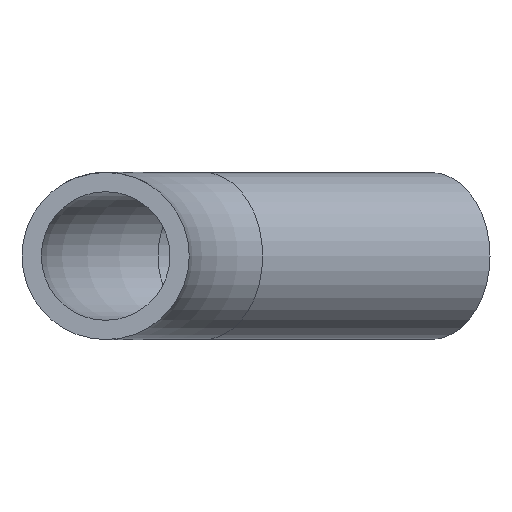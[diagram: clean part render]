
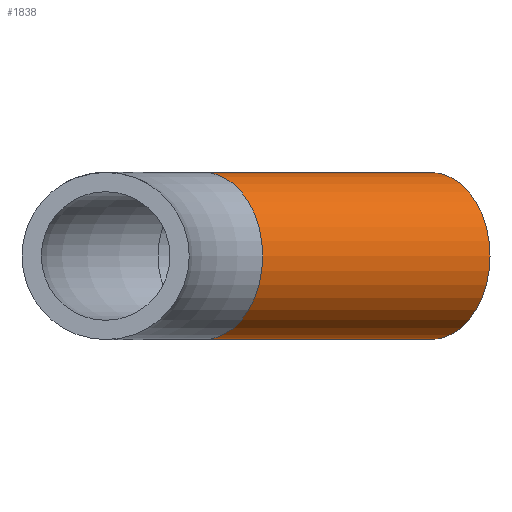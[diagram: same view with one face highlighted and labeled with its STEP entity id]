
A CAD part, front view. The second image highlights one B-rep face of the part: STEP entity #1838.
In plain terms, the highlighted cylindrical face has radius 6.5 mm (diameter 13 mm), a full revolution.
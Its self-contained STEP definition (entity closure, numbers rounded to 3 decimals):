
#9 = CARTESIAN_POINT ( 'NONE',  ( -0.707, 61.062, 6.5 ) ) ;
#28 = EDGE_LOOP ( 'NONE', ( #1459 ) ) ;
#127 = DIRECTION ( 'NONE',  ( 0., 0., 1. ) ) ;
#133 = DIRECTION ( 'NONE',  ( 0., 0., 1. ) ) ;
#231 = CYLINDRICAL_SURFACE ( 'NONE', #862, 6.5 ) ;
#255 = DIRECTION ( 'NONE',  ( -0.707, 0.707, 0. ) ) ;
#323 = CARTESIAN_POINT ( 'NONE',  ( -18.385, 43.385, 0. ) ) ;
#383 = CARTESIAN_POINT ( 'NONE',  ( -18.385, 43.385, 6.5 ) ) ;
#425 = FACE_OUTER_BOUND ( 'NONE', #28, .T. ) ;
#545 = VERTEX_POINT ( 'NONE', #383 ) ;
#581 = FACE_OUTER_BOUND ( 'NONE', #968, .T. ) ;
#662 = CARTESIAN_POINT ( 'NONE',  ( -0.707, 61.062, 0. ) ) ;
#862 = AXIS2_PLACEMENT_3D ( 'NONE', #1330, #2175, #255 ) ;
#885 = ORIENTED_EDGE ( 'NONE', *, *, #2181, .T. ) ;
#968 = EDGE_LOOP ( 'NONE', ( #885 ) ) ;
#1330 = CARTESIAN_POINT ( 'NONE',  ( -18.385, 43.385, 0. ) ) ;
#1459 = ORIENTED_EDGE ( 'NONE', *, *, #2084, .F. ) ;
#1567 = CIRCLE ( 'NONE', #2151, 6.5 ) ;
#1639 = AXIS2_PLACEMENT_3D ( 'NONE', #662, #1904, #133 ) ;
#1665 = VERTEX_POINT ( 'NONE', #9 ) ;
#1838 = ADVANCED_FACE ( 'NONE', ( #425, #581 ), #231, .T. ) ;
#1904 = DIRECTION ( 'NONE',  ( 0.707, 0.707, 0. ) ) ;
#1912 = CIRCLE ( 'NONE', #1639, 6.5 ) ;
#2084 = EDGE_CURVE ( 'NONE', #1665, #1665, #1912, .T. ) ;
#2116 = DIRECTION ( 'NONE',  ( 0.707, 0.707, 0. ) ) ;
#2151 = AXIS2_PLACEMENT_3D ( 'NONE', #323, #2116, #127 ) ;
#2175 = DIRECTION ( 'NONE',  ( 0.707, 0.707, 0. ) ) ;
#2181 = EDGE_CURVE ( 'NONE', #545, #545, #1567, .T. ) ;
